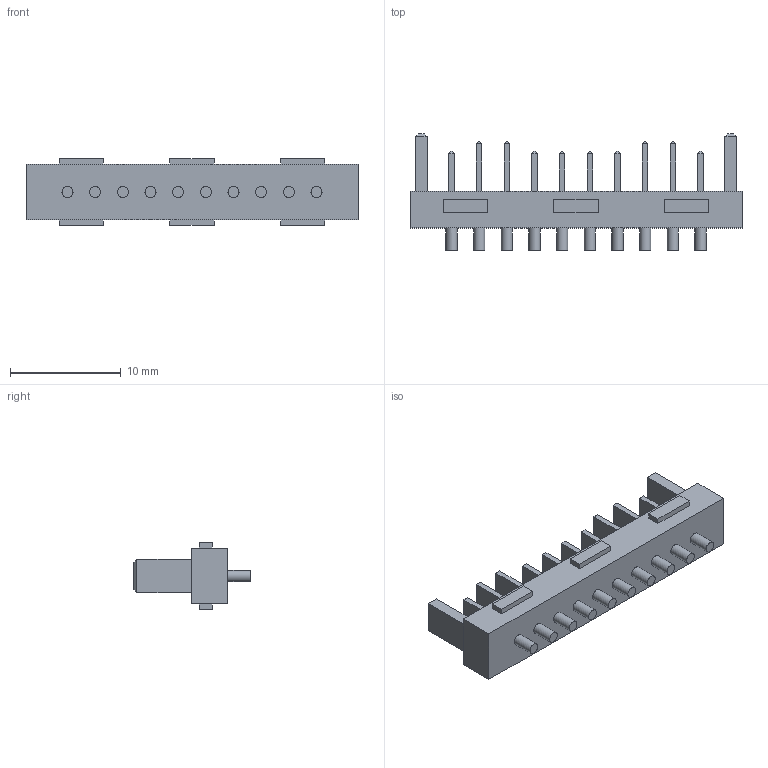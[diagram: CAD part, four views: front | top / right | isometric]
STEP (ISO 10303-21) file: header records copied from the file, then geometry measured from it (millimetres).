
FILE_DESCRIPTION(/* description */ (''),/* implementation_level */ '2;1');
FILE_NAME(/* name */ 'dji connector v0.step',/* time_stamp */ '2020-12-02T21:05:56-05:00',/* author */ (''),/* organization */ (''),/* preprocessor_version */ 'ST-DEVELOPER v18.1',/* originating_system */ 'Autodesk Translation Framework v9.3.0.1241',/* authorisation */ '');
FILE_SCHEMA (('AUTOMOTIVE_DESIGN { 1 0 10303 214 3 1 1 }'));
Length unit declared in the file: millimetre
Products named in the file (1): dji connector
Bounding box: 30 x 10.5 x 6.05 mm (x, y, z)
Volume: 607.9 mm3; surface area: 928.9 mm2
Topology: 1 solids, 1 shells, 164 faces, 354 edges, 220 vertices
Faces by surface type: plane 154, cylinder 10
Full cylindrical faces by diameter (mm): 1 x10
Entity records: 4347 total; most frequent: CARTESIAN_POINT 739, ORIENTED_EDGE 708, DIRECTION 704, EDGE_CURVE 354, LINE 334, VECTOR 334, VERTEX_POINT 220, EDGE_LOOP 192
